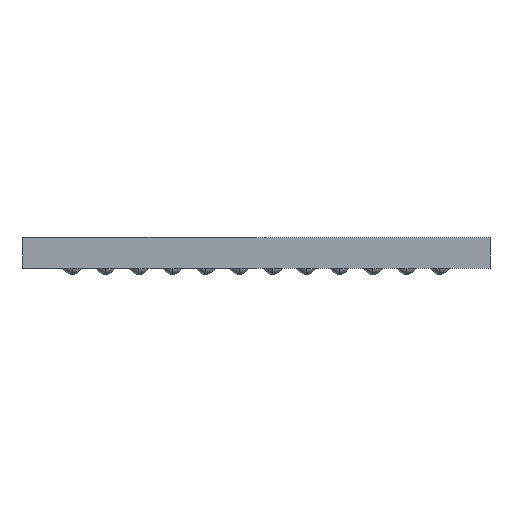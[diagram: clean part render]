
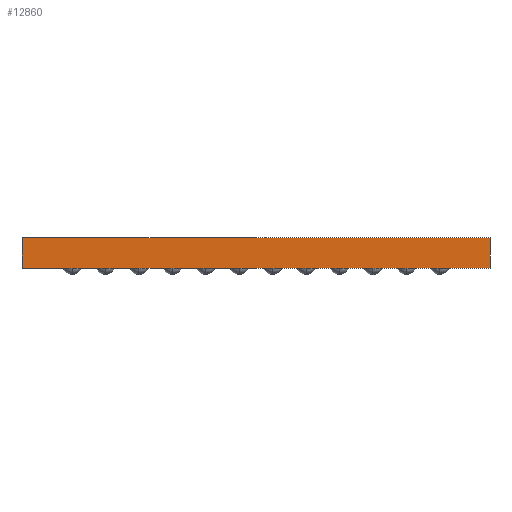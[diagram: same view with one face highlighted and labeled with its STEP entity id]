
A CAD part, left-side view. The second image highlights one B-rep face of the part: STEP entity #12860.
In plain terms, the highlighted planar face has unit normal (-1, 0, 0).
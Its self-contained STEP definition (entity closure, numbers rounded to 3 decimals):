
#307 = ORIENTED_EDGE ( 'NONE', *, *, #17536, .T. ) ;
#605 = LINE ( 'NONE', #16586, #17776 ) ;
#723 = VECTOR ( 'NONE', #15249, 1000. ) ;
#1600 = VERTEX_POINT ( 'NONE', #24127 ) ;
#3549 = VECTOR ( 'NONE', #28876, 1000. ) ;
#3610 = LINE ( 'NONE', #17610, #8487 ) ;
#5515 = DIRECTION ( 'NONE',  ( 0., 0., -1. ) ) ;
#5763 = CARTESIAN_POINT ( 'NONE',  ( -3.5, -3.5, 0. ) ) ;
#5773 = ORIENTED_EDGE ( 'NONE', *, *, #17602, .F. ) ;
#7240 = VERTEX_POINT ( 'NONE', #9688 ) ;
#8487 = VECTOR ( 'NONE', #10839, 1000. ) ;
#9559 = CARTESIAN_POINT ( 'NONE',  ( -3.5, 3.5, 0. ) ) ;
#9688 = CARTESIAN_POINT ( 'NONE',  ( -3.5, -3.5, 0.45 ) ) ;
#10015 = EDGE_CURVE ( 'NONE', #18259, #21096, #13251, .T. ) ;
#10839 = DIRECTION ( 'NONE',  ( 0., 0., -1. ) ) ;
#11530 = FACE_OUTER_BOUND ( 'NONE', #13594, .T. ) ;
#12860 = ADVANCED_FACE ( 'NONE', ( #11530 ), #18563, .F. ) ;
#13251 = LINE ( 'NONE', #5763, #723 ) ;
#13594 = EDGE_LOOP ( 'NONE', ( #18561, #16427, #5773, #307 ) ) ;
#15249 = DIRECTION ( 'NONE',  ( 0., -1., 0. ) ) ;
#15840 = CARTESIAN_POINT ( 'NONE',  ( -3.5, -3.5, 0. ) ) ;
#16427 = ORIENTED_EDGE ( 'NONE', *, *, #24043, .F. ) ;
#16586 = CARTESIAN_POINT ( 'NONE',  ( -3.5, 3.5, 0.45 ) ) ;
#17536 = EDGE_CURVE ( 'NONE', #1600, #18259, #605, .T. ) ;
#17602 = EDGE_CURVE ( 'NONE', #1600, #7240, #17774, .T. ) ;
#17610 = CARTESIAN_POINT ( 'NONE',  ( -3.5, -3.5, 0.45 ) ) ;
#17774 = LINE ( 'NONE', #22487, #3549 ) ;
#17776 = VECTOR ( 'NONE', #5515, 1000. ) ;
#18259 = VERTEX_POINT ( 'NONE', #9559 ) ;
#18561 = ORIENTED_EDGE ( 'NONE', *, *, #10015, .T. ) ;
#18563 = PLANE ( 'NONE',  #24248 ) ;
#18699 = DIRECTION ( 'NONE',  ( 0., 0., -1. ) ) ;
#20985 = DIRECTION ( 'NONE',  ( 1., 0., 0. ) ) ;
#21096 = VERTEX_POINT ( 'NONE', #15840 ) ;
#22487 = CARTESIAN_POINT ( 'NONE',  ( -3.5, -3.5, 0.45 ) ) ;
#24043 = EDGE_CURVE ( 'NONE', #7240, #21096, #3610, .T. ) ;
#24127 = CARTESIAN_POINT ( 'NONE',  ( -3.5, 3.5, 0.45 ) ) ;
#24248 = AXIS2_PLACEMENT_3D ( 'NONE', #27986, #20985, #18699 ) ;
#27986 = CARTESIAN_POINT ( 'NONE',  ( -3.5, -3.5, 0.45 ) ) ;
#28876 = DIRECTION ( 'NONE',  ( 0., -1., 0. ) ) ;
